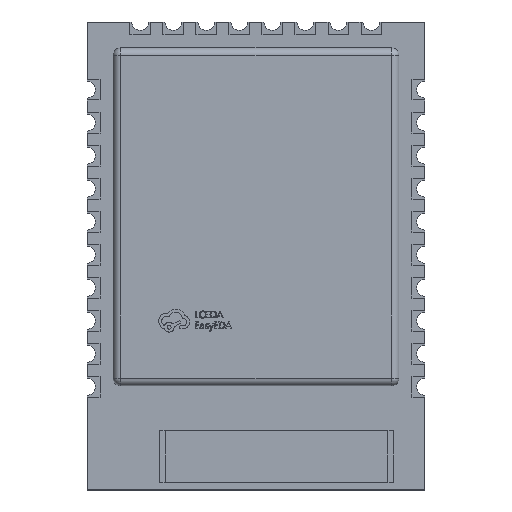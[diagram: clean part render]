
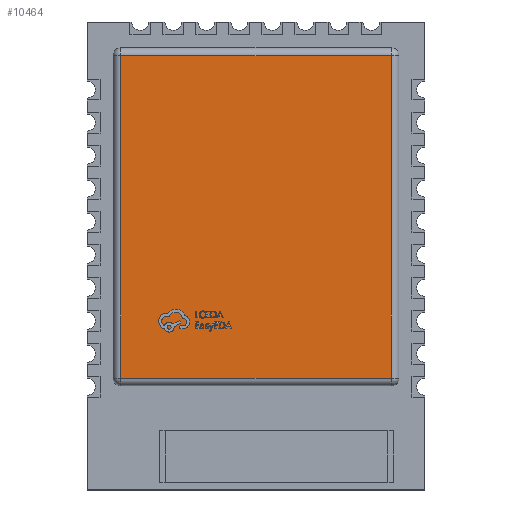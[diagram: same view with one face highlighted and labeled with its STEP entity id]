
A CAD part, top view. The second image highlights one B-rep face of the part: STEP entity #10464.
In plain terms, the highlighted planar face has unit normal (0, 0, 1).
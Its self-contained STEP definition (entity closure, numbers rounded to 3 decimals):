
#1165 = CARTESIAN_POINT ( 'NONE',  ( 0., 7.7, 3. ) ) ;
#3521 = VECTOR ( 'NONE', #19257, 1000. ) ;
#3625 = LINE ( 'NONE', #10285, #17194 ) ;
#3825 = EDGE_LOOP ( 'NONE', ( #18129, #9974, #8518, #21062 ) ) ;
#3945 = DIRECTION ( 'NONE',  ( -1., 0., 0. ) ) ;
#4261 = DIRECTION ( 'NONE',  ( 0., 0., -1. ) ) ;
#5542 = LINE ( 'NONE', #13743, #12010 ) ;
#5574 = PLANE ( 'NONE',  #7667 ) ;
#5796 = CARTESIAN_POINT ( 'NONE',  ( 0., 0., 3. ) ) ;
#6074 = CARTESIAN_POINT ( 'NONE',  ( 5.2, -4.7, 3. ) ) ;
#7667 = AXIS2_PLACEMENT_3D ( 'NONE', #5796, #4261, #3945 ) ;
#7912 = VERTEX_POINT ( 'NONE', #6074 ) ;
#8518 = ORIENTED_EDGE ( 'NONE', *, *, #13862, .T. ) ;
#8731 = EDGE_CURVE ( 'NONE', #13258, #8831, #5542, .T. ) ;
#8831 = VERTEX_POINT ( 'NONE', #16013 ) ;
#9974 = ORIENTED_EDGE ( 'NONE', *, *, #8731, .T. ) ;
#10285 = CARTESIAN_POINT ( 'NONE',  ( 5.2, 0., 3. ) ) ;
#10464 = ADVANCED_FACE ( 'NONE', ( #12553 ), #5574, .F. ) ;
#10760 = LINE ( 'NONE', #21010, #3521 ) ;
#11734 = LINE ( 'NONE', #1165, #17454 ) ;
#12010 = VECTOR ( 'NONE', #20403, 1000. ) ;
#12553 = FACE_OUTER_BOUND ( 'NONE', #3825, .T. ) ;
#12761 = DIRECTION ( 'NONE',  ( -1., 0., 0. ) ) ;
#13258 = VERTEX_POINT ( 'NONE', #17690 ) ;
#13348 = CARTESIAN_POINT ( 'NONE',  ( 5.2, 7.7, 3. ) ) ;
#13621 = EDGE_CURVE ( 'NONE', #19384, #13258, #11734, .T. ) ;
#13743 = CARTESIAN_POINT ( 'NONE',  ( -5.2, 0., 3. ) ) ;
#13862 = EDGE_CURVE ( 'NONE', #8831, #7912, #10760, .T. ) ;
#15109 = EDGE_CURVE ( 'NONE', #7912, #19384, #3625, .T. ) ;
#16013 = CARTESIAN_POINT ( 'NONE',  ( -5.2, -4.7, 3. ) ) ;
#16921 = DIRECTION ( 'NONE',  ( 0., 1., 0. ) ) ;
#17194 = VECTOR ( 'NONE', #16921, 1000. ) ;
#17454 = VECTOR ( 'NONE', #12761, 1000. ) ;
#17690 = CARTESIAN_POINT ( 'NONE',  ( -5.2, 7.7, 3. ) ) ;
#18129 = ORIENTED_EDGE ( 'NONE', *, *, #13621, .T. ) ;
#19257 = DIRECTION ( 'NONE',  ( 1., 0., 0. ) ) ;
#19384 = VERTEX_POINT ( 'NONE', #13348 ) ;
#20403 = DIRECTION ( 'NONE',  ( 0., -1., 0. ) ) ;
#21010 = CARTESIAN_POINT ( 'NONE',  ( 0., -4.7, 3. ) ) ;
#21062 = ORIENTED_EDGE ( 'NONE', *, *, #15109, .T. ) ;
